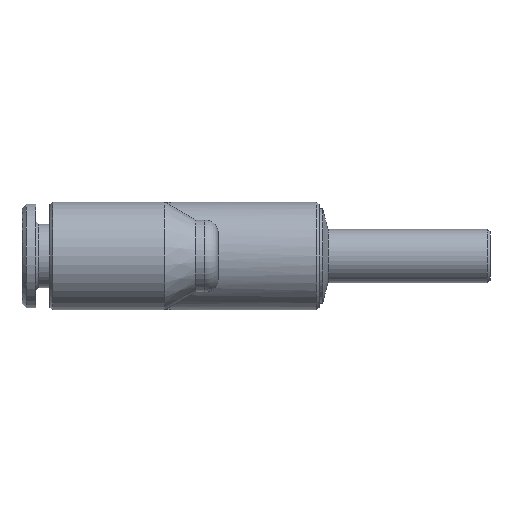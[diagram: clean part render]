
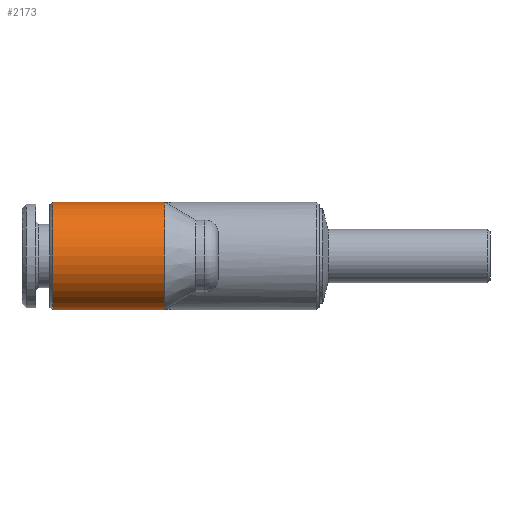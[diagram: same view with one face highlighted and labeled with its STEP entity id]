
A CAD part, left-side view. The second image highlights one B-rep face of the part: STEP entity #2173.
In plain terms, the highlighted cylindrical face has radius 6 mm (diameter 12 mm), a partial arc.
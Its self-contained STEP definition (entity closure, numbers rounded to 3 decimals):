
#148 = CARTESIAN_POINT ( 'NONE',  ( -6.6, -2.236, -6. ) ) ;
#217 = CARTESIAN_POINT ( 'NONE',  ( -6.6, -2.236, 6. ) ) ;
#221 = CARTESIAN_POINT ( 'NONE',  ( -6.6, 10.2, 6. ) ) ;
#228 = DIRECTION ( 'NONE',  ( 0., 1., 0. ) ) ;
#229 = VECTOR ( 'NONE', #228, 1000. ) ;
#230 = CARTESIAN_POINT ( 'NONE',  ( -6.6, 17.66, 6. ) ) ;
#231 = LINE ( 'NONE', #230, #229 ) ;
#243 = VECTOR ( 'NONE', #246, 1000. ) ;
#246 = DIRECTION ( 'NONE',  ( 0., 1., 0. ) ) ;
#247 = CARTESIAN_POINT ( 'NONE',  ( -6.6, 17.66, -6. ) ) ;
#248 = LINE ( 'NONE', #247, #243 ) ;
#267 = DIRECTION ( 'NONE',  ( 0., 0., 1. ) ) ;
#268 = DIRECTION ( 'NONE',  ( 0., 1., 0. ) ) ;
#269 = AXIS2_PLACEMENT_3D ( 'NONE', #285, #268, #267 ) ;
#285 = CARTESIAN_POINT ( 'NONE',  ( -6.6, -2.236, 0. ) ) ;
#286 = CIRCLE ( 'NONE', #269, 6. ) ;
#298 = CARTESIAN_POINT ( 'NONE',  ( -6.6, 10.2, -6. ) ) ;
#830 = AXIS2_PLACEMENT_3D ( 'NONE', #865, #864, #845 ) ;
#834 = DIRECTION ( 'NONE',  ( 0., 0., 1. ) ) ;
#835 = DIRECTION ( 'NONE',  ( 0., 1., 0. ) ) ;
#845 = DIRECTION ( 'NONE',  ( 0., 0., 1. ) ) ;
#848 = AXIS2_PLACEMENT_3D ( 'NONE', #851, #835, #834 ) ;
#849 = CIRCLE ( 'NONE', #848, 6. ) ;
#850 = FACE_OUTER_BOUND ( 'NONE', #2174, .T. ) ;
#851 = CARTESIAN_POINT ( 'NONE',  ( -6.6, 10.2, 0. ) ) ;
#858 = CYLINDRICAL_SURFACE ( 'NONE', #830, 6. ) ;
#864 = DIRECTION ( 'NONE',  ( 0., 1., 0. ) ) ;
#865 = CARTESIAN_POINT ( 'NONE',  ( -6.6, 17.66, 0. ) ) ;
#1945 = ORIENTED_EDGE ( 'NONE', *, *, #2323, .F. ) ;
#1947 = ORIENTED_EDGE ( 'NONE', *, *, #2337, .T. ) ;
#1948 = ORIENTED_EDGE ( 'NONE', *, *, #2327, .T. ) ;
#1950 = ORIENTED_EDGE ( 'NONE', *, *, #2172, .F. ) ;
#2172 = EDGE_CURVE ( 'NONE', #2262, #2325, #849, .T. ) ;
#2173 = ADVANCED_FACE ( 'NONE', ( #850 ), #858, .T. ) ;
#2174 = EDGE_LOOP ( 'NONE', ( #1945, #1947, #1948, #1950 ) ) ;
#2262 = VERTEX_POINT ( 'NONE', #298 ) ;
#2265 = VERTEX_POINT ( 'NONE', #148 ) ;
#2319 = VERTEX_POINT ( 'NONE', #217 ) ;
#2323 = EDGE_CURVE ( 'NONE', #2265, #2262, #248, .T. ) ;
#2325 = VERTEX_POINT ( 'NONE', #221 ) ;
#2327 = EDGE_CURVE ( 'NONE', #2319, #2325, #231, .T. ) ;
#2337 = EDGE_CURVE ( 'NONE', #2265, #2319, #286, .T. ) ;
